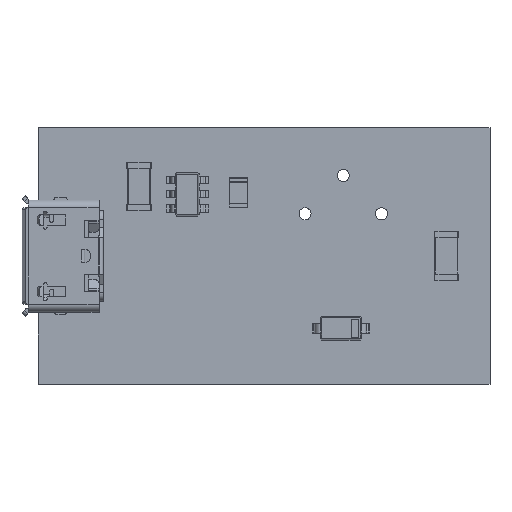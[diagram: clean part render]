
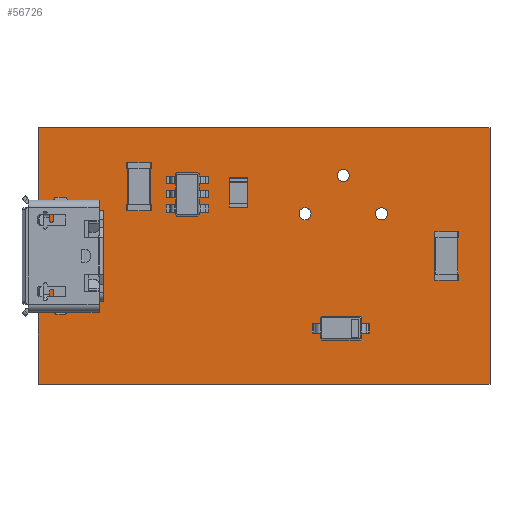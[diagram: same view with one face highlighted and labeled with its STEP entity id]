
A CAD part, top view. The second image highlights one B-rep face of the part: STEP entity #56726.
In plain terms, the highlighted planar face has unit normal (0, 0, 1).
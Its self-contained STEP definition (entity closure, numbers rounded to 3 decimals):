
#56334 = VERTEX_POINT('',#56335);
#56335 = CARTESIAN_POINT('',(-15.,8.5,1.6));
#56342 = PLANE('',#56343);
#56343 = AXIS2_PLACEMENT_3D('',#56344,#56345,#56346);
#56344 = CARTESIAN_POINT('',(-15.,8.5,0.));
#56345 = DIRECTION('',(0.,1.,0.));
#56346 = DIRECTION('',(1.,0.,0.));
#56354 = PLANE('',#56355);
#56355 = AXIS2_PLACEMENT_3D('',#56356,#56357,#56358);
#56356 = CARTESIAN_POINT('',(-15.,-8.5,0.));
#56357 = DIRECTION('',(-1.,0.,0.));
#56358 = DIRECTION('',(0.,1.,0.));
#56366 = EDGE_CURVE('',#56334,#56367,#56369,.T.);
#56367 = VERTEX_POINT('',#56368);
#56368 = CARTESIAN_POINT('',(15.,8.5,1.6));
#56369 = SURFACE_CURVE('',#56370,(#56374,#56381),.PCURVE_S1.);
#56370 = LINE('',#56371,#56372);
#56371 = CARTESIAN_POINT('',(-15.,8.5,1.6));
#56372 = VECTOR('',#56373,1.);
#56373 = DIRECTION('',(1.,0.,0.));
#56374 = PCURVE('',#56342,#56375);
#56375 = DEFINITIONAL_REPRESENTATION('',(#56376),#56380);
#56376 = LINE('',#56377,#56378);
#56377 = CARTESIAN_POINT('',(0.,-1.6));
#56378 = VECTOR('',#56379,1.);
#56379 = DIRECTION('',(1.,0.));
#56380 = ( GEOMETRIC_REPRESENTATION_CONTEXT(2) 
PARAMETRIC_REPRESENTATION_CONTEXT() REPRESENTATION_CONTEXT('2D SPACE',''
  ) );
#56381 = PCURVE('',#56382,#56387);
#56382 = PLANE('',#56383);
#56383 = AXIS2_PLACEMENT_3D('',#56384,#56385,#56386);
#56384 = CARTESIAN_POINT('',(0.,0.,1.6));
#56385 = DIRECTION('',(0.,0.,-1.));
#56386 = DIRECTION('',(-1.,0.,0.));
#56387 = DEFINITIONAL_REPRESENTATION('',(#56388),#56392);
#56388 = LINE('',#56389,#56390);
#56389 = CARTESIAN_POINT('',(15.,8.5));
#56390 = VECTOR('',#56391,1.);
#56391 = DIRECTION('',(-1.,0.));
#56392 = ( GEOMETRIC_REPRESENTATION_CONTEXT(2) 
PARAMETRIC_REPRESENTATION_CONTEXT() REPRESENTATION_CONTEXT('2D SPACE',''
  ) );
#56410 = PLANE('',#56411);
#56411 = AXIS2_PLACEMENT_3D('',#56412,#56413,#56414);
#56412 = CARTESIAN_POINT('',(15.,8.5,0.));
#56413 = DIRECTION('',(1.,0.,0.));
#56414 = DIRECTION('',(0.,-1.,0.));
#56454 = VERTEX_POINT('',#56455);
#56455 = CARTESIAN_POINT('',(-15.,-8.5,1.6));
#56469 = PLANE('',#56470);
#56470 = AXIS2_PLACEMENT_3D('',#56471,#56472,#56473);
#56471 = CARTESIAN_POINT('',(15.,-8.5,0.));
#56472 = DIRECTION('',(0.,-1.,0.));
#56473 = DIRECTION('',(-1.,0.,0.));
#56481 = EDGE_CURVE('',#56454,#56334,#56482,.T.);
#56482 = SURFACE_CURVE('',#56483,(#56487,#56494),.PCURVE_S1.);
#56483 = LINE('',#56484,#56485);
#56484 = CARTESIAN_POINT('',(-15.,-8.5,1.6));
#56485 = VECTOR('',#56486,1.);
#56486 = DIRECTION('',(0.,1.,0.));
#56487 = PCURVE('',#56354,#56488);
#56488 = DEFINITIONAL_REPRESENTATION('',(#56489),#56493);
#56489 = LINE('',#56490,#56491);
#56490 = CARTESIAN_POINT('',(0.,-1.6));
#56491 = VECTOR('',#56492,1.);
#56492 = DIRECTION('',(1.,0.));
#56493 = ( GEOMETRIC_REPRESENTATION_CONTEXT(2) 
PARAMETRIC_REPRESENTATION_CONTEXT() REPRESENTATION_CONTEXT('2D SPACE',''
  ) );
#56494 = PCURVE('',#56382,#56495);
#56495 = DEFINITIONAL_REPRESENTATION('',(#56496),#56500);
#56496 = LINE('',#56497,#56498);
#56497 = CARTESIAN_POINT('',(15.,-8.5));
#56498 = VECTOR('',#56499,1.);
#56499 = DIRECTION('',(0.,1.));
#56500 = ( GEOMETRIC_REPRESENTATION_CONTEXT(2) 
PARAMETRIC_REPRESENTATION_CONTEXT() REPRESENTATION_CONTEXT('2D SPACE',''
  ) );
#56528 = EDGE_CURVE('',#56367,#56529,#56531,.T.);
#56529 = VERTEX_POINT('',#56530);
#56530 = CARTESIAN_POINT('',(15.,-8.5,1.6));
#56531 = SURFACE_CURVE('',#56532,(#56536,#56543),.PCURVE_S1.);
#56532 = LINE('',#56533,#56534);
#56533 = CARTESIAN_POINT('',(15.,8.5,1.6));
#56534 = VECTOR('',#56535,1.);
#56535 = DIRECTION('',(0.,-1.,0.));
#56536 = PCURVE('',#56410,#56537);
#56537 = DEFINITIONAL_REPRESENTATION('',(#56538),#56542);
#56538 = LINE('',#56539,#56540);
#56539 = CARTESIAN_POINT('',(0.,-1.6));
#56540 = VECTOR('',#56541,1.);
#56541 = DIRECTION('',(1.,0.));
#56542 = ( GEOMETRIC_REPRESENTATION_CONTEXT(2) 
PARAMETRIC_REPRESENTATION_CONTEXT() REPRESENTATION_CONTEXT('2D SPACE',''
  ) );
#56543 = PCURVE('',#56382,#56544);
#56544 = DEFINITIONAL_REPRESENTATION('',(#56545),#56549);
#56545 = LINE('',#56546,#56547);
#56546 = CARTESIAN_POINT('',(-15.,8.5));
#56547 = VECTOR('',#56548,1.);
#56548 = DIRECTION('',(0.,-1.));
#56549 = ( GEOMETRIC_REPRESENTATION_CONTEXT(2) 
PARAMETRIC_REPRESENTATION_CONTEXT() REPRESENTATION_CONTEXT('2D SPACE',''
  ) );
#56645 = CYLINDRICAL_SURFACE('',#56646,0.4);
#56646 = AXIS2_PLACEMENT_3D('',#56647,#56648,#56649);
#56647 = CARTESIAN_POINT('',(2.72,2.8,-0.8));
#56648 = DIRECTION('',(0.,0.,1.));
#56649 = DIRECTION('',(1.,0.,0.));
#56680 = CYLINDRICAL_SURFACE('',#56681,0.4);
#56681 = AXIS2_PLACEMENT_3D('',#56682,#56683,#56684);
#56682 = CARTESIAN_POINT('',(7.8,2.8,-0.8));
#56683 = DIRECTION('',(0.,0.,1.));
#56684 = DIRECTION('',(1.,0.,0.));
#56715 = CYLINDRICAL_SURFACE('',#56716,0.4);
#56716 = AXIS2_PLACEMENT_3D('',#56717,#56718,#56719);
#56717 = CARTESIAN_POINT('',(5.26,5.34,-0.8));
#56718 = DIRECTION('',(0.,0.,1.));
#56719 = DIRECTION('',(1.,0.,0.));
#56726 = ADVANCED_FACE('',(#56727,#56753,#56783,#56813),#56382,.F.);
#56727 = FACE_BOUND('',#56728,.F.);
#56728 = EDGE_LOOP('',(#56729,#56730,#56731,#56752));
#56729 = ORIENTED_EDGE('',*,*,#56366,.T.);
#56730 = ORIENTED_EDGE('',*,*,#56528,.T.);
#56731 = ORIENTED_EDGE('',*,*,#56732,.T.);
#56732 = EDGE_CURVE('',#56529,#56454,#56733,.T.);
#56733 = SURFACE_CURVE('',#56734,(#56738,#56745),.PCURVE_S1.);
#56734 = LINE('',#56735,#56736);
#56735 = CARTESIAN_POINT('',(15.,-8.5,1.6));
#56736 = VECTOR('',#56737,1.);
#56737 = DIRECTION('',(-1.,0.,0.));
#56738 = PCURVE('',#56382,#56739);
#56739 = DEFINITIONAL_REPRESENTATION('',(#56740),#56744);
#56740 = LINE('',#56741,#56742);
#56741 = CARTESIAN_POINT('',(-15.,-8.5));
#56742 = VECTOR('',#56743,1.);
#56743 = DIRECTION('',(1.,0.));
#56744 = ( GEOMETRIC_REPRESENTATION_CONTEXT(2) 
PARAMETRIC_REPRESENTATION_CONTEXT() REPRESENTATION_CONTEXT('2D SPACE',''
  ) );
#56745 = PCURVE('',#56469,#56746);
#56746 = DEFINITIONAL_REPRESENTATION('',(#56747),#56751);
#56747 = LINE('',#56748,#56749);
#56748 = CARTESIAN_POINT('',(0.,-1.6));
#56749 = VECTOR('',#56750,1.);
#56750 = DIRECTION('',(1.,0.));
#56751 = ( GEOMETRIC_REPRESENTATION_CONTEXT(2) 
PARAMETRIC_REPRESENTATION_CONTEXT() REPRESENTATION_CONTEXT('2D SPACE',''
  ) );
#56752 = ORIENTED_EDGE('',*,*,#56481,.T.);
#56753 = FACE_BOUND('',#56754,.F.);
#56754 = EDGE_LOOP('',(#56755));
#56755 = ORIENTED_EDGE('',*,*,#56756,.T.);
#56756 = EDGE_CURVE('',#56757,#56757,#56759,.T.);
#56757 = VERTEX_POINT('',#56758);
#56758 = CARTESIAN_POINT('',(5.66,5.34,1.6));
#56759 = SURFACE_CURVE('',#56760,(#56765,#56776),.PCURVE_S1.);
#56760 = CIRCLE('',#56761,0.4);
#56761 = AXIS2_PLACEMENT_3D('',#56762,#56763,#56764);
#56762 = CARTESIAN_POINT('',(5.26,5.34,1.6));
#56763 = DIRECTION('',(0.,0.,1.));
#56764 = DIRECTION('',(1.,0.,0.));
#56765 = PCURVE('',#56382,#56766);
#56766 = DEFINITIONAL_REPRESENTATION('',(#56767),#56775);
#56767 = ( BOUNDED_CURVE() B_SPLINE_CURVE(2,(#56768,#56769,#56770,#56771
    ,#56772,#56773,#56774),.UNSPECIFIED.,.T.,.F.) 
B_SPLINE_CURVE_WITH_KNOTS((1,2,2,2,2,1),(-2.094,0.,
    2.094,4.189,6.283,8.378),
.UNSPECIFIED.) CURVE() GEOMETRIC_REPRESENTATION_ITEM() 
RATIONAL_B_SPLINE_CURVE((1.,0.5,1.,0.5,1.,0.5,1.)) REPRESENTATION_ITEM(
  '') );
#56768 = CARTESIAN_POINT('',(-5.66,5.34));
#56769 = CARTESIAN_POINT('',(-5.66,6.033));
#56770 = CARTESIAN_POINT('',(-5.06,5.686));
#56771 = CARTESIAN_POINT('',(-4.46,5.34));
#56772 = CARTESIAN_POINT('',(-5.06,4.994));
#56773 = CARTESIAN_POINT('',(-5.66,4.647));
#56774 = CARTESIAN_POINT('',(-5.66,5.34));
#56775 = ( GEOMETRIC_REPRESENTATION_CONTEXT(2) 
PARAMETRIC_REPRESENTATION_CONTEXT() REPRESENTATION_CONTEXT('2D SPACE',''
  ) );
#56776 = PCURVE('',#56715,#56777);
#56777 = DEFINITIONAL_REPRESENTATION('',(#56778),#56782);
#56778 = LINE('',#56779,#56780);
#56779 = CARTESIAN_POINT('',(0.,2.4));
#56780 = VECTOR('',#56781,1.);
#56781 = DIRECTION('',(1.,0.));
#56782 = ( GEOMETRIC_REPRESENTATION_CONTEXT(2) 
PARAMETRIC_REPRESENTATION_CONTEXT() REPRESENTATION_CONTEXT('2D SPACE',''
  ) );
#56783 = FACE_BOUND('',#56784,.F.);
#56784 = EDGE_LOOP('',(#56785));
#56785 = ORIENTED_EDGE('',*,*,#56786,.T.);
#56786 = EDGE_CURVE('',#56787,#56787,#56789,.T.);
#56787 = VERTEX_POINT('',#56788);
#56788 = CARTESIAN_POINT('',(3.12,2.8,1.6));
#56789 = SURFACE_CURVE('',#56790,(#56795,#56806),.PCURVE_S1.);
#56790 = CIRCLE('',#56791,0.4);
#56791 = AXIS2_PLACEMENT_3D('',#56792,#56793,#56794);
#56792 = CARTESIAN_POINT('',(2.72,2.8,1.6));
#56793 = DIRECTION('',(0.,0.,1.));
#56794 = DIRECTION('',(1.,0.,0.));
#56795 = PCURVE('',#56382,#56796);
#56796 = DEFINITIONAL_REPRESENTATION('',(#56797),#56805);
#56797 = ( BOUNDED_CURVE() B_SPLINE_CURVE(2,(#56798,#56799,#56800,#56801
    ,#56802,#56803,#56804),.UNSPECIFIED.,.F.,.F.) 
B_SPLINE_CURVE_WITH_KNOTS((1,2,2,2,2,1),(-2.094,0.,
    2.094,4.189,6.283,8.378),
.UNSPECIFIED.) CURVE() GEOMETRIC_REPRESENTATION_ITEM() 
RATIONAL_B_SPLINE_CURVE((1.,0.5,1.,0.5,1.,0.5,1.)) REPRESENTATION_ITEM(
  '') );
#56798 = CARTESIAN_POINT('',(-3.12,2.8));
#56799 = CARTESIAN_POINT('',(-3.12,3.493));
#56800 = CARTESIAN_POINT('',(-2.52,3.146));
#56801 = CARTESIAN_POINT('',(-1.92,2.8));
#56802 = CARTESIAN_POINT('',(-2.52,2.454));
#56803 = CARTESIAN_POINT('',(-3.12,2.107));
#56804 = CARTESIAN_POINT('',(-3.12,2.8));
#56805 = ( GEOMETRIC_REPRESENTATION_CONTEXT(2) 
PARAMETRIC_REPRESENTATION_CONTEXT() REPRESENTATION_CONTEXT('2D SPACE',''
  ) );
#56806 = PCURVE('',#56645,#56807);
#56807 = DEFINITIONAL_REPRESENTATION('',(#56808),#56812);
#56808 = LINE('',#56809,#56810);
#56809 = CARTESIAN_POINT('',(0.,2.4));
#56810 = VECTOR('',#56811,1.);
#56811 = DIRECTION('',(1.,0.));
#56812 = ( GEOMETRIC_REPRESENTATION_CONTEXT(2) 
PARAMETRIC_REPRESENTATION_CONTEXT() REPRESENTATION_CONTEXT('2D SPACE',''
  ) );
#56813 = FACE_BOUND('',#56814,.F.);
#56814 = EDGE_LOOP('',(#56815));
#56815 = ORIENTED_EDGE('',*,*,#56816,.T.);
#56816 = EDGE_CURVE('',#56817,#56817,#56819,.T.);
#56817 = VERTEX_POINT('',#56818);
#56818 = CARTESIAN_POINT('',(8.2,2.8,1.6));
#56819 = SURFACE_CURVE('',#56820,(#56825,#56836),.PCURVE_S1.);
#56820 = CIRCLE('',#56821,0.4);
#56821 = AXIS2_PLACEMENT_3D('',#56822,#56823,#56824);
#56822 = CARTESIAN_POINT('',(7.8,2.8,1.6));
#56823 = DIRECTION('',(0.,0.,1.));
#56824 = DIRECTION('',(1.,0.,0.));
#56825 = PCURVE('',#56382,#56826);
#56826 = DEFINITIONAL_REPRESENTATION('',(#56827),#56835);
#56827 = ( BOUNDED_CURVE() B_SPLINE_CURVE(2,(#56828,#56829,#56830,#56831
    ,#56832,#56833,#56834),.UNSPECIFIED.,.T.,.F.) 
B_SPLINE_CURVE_WITH_KNOTS((1,2,2,2,2,1),(-2.094,0.,
    2.094,4.189,6.283,8.378),
.UNSPECIFIED.) CURVE() GEOMETRIC_REPRESENTATION_ITEM() 
RATIONAL_B_SPLINE_CURVE((1.,0.5,1.,0.5,1.,0.5,1.)) REPRESENTATION_ITEM(
  '') );
#56828 = CARTESIAN_POINT('',(-8.2,2.8));
#56829 = CARTESIAN_POINT('',(-8.2,3.493));
#56830 = CARTESIAN_POINT('',(-7.6,3.146));
#56831 = CARTESIAN_POINT('',(-7.,2.8));
#56832 = CARTESIAN_POINT('',(-7.6,2.454));
#56833 = CARTESIAN_POINT('',(-8.2,2.107));
#56834 = CARTESIAN_POINT('',(-8.2,2.8));
#56835 = ( GEOMETRIC_REPRESENTATION_CONTEXT(2) 
PARAMETRIC_REPRESENTATION_CONTEXT() REPRESENTATION_CONTEXT('2D SPACE',''
  ) );
#56836 = PCURVE('',#56680,#56837);
#56837 = DEFINITIONAL_REPRESENTATION('',(#56838),#56842);
#56838 = LINE('',#56839,#56840);
#56839 = CARTESIAN_POINT('',(0.,2.4));
#56840 = VECTOR('',#56841,1.);
#56841 = DIRECTION('',(1.,0.));
#56842 = ( GEOMETRIC_REPRESENTATION_CONTEXT(2) 
PARAMETRIC_REPRESENTATION_CONTEXT() REPRESENTATION_CONTEXT('2D SPACE',''
  ) );
